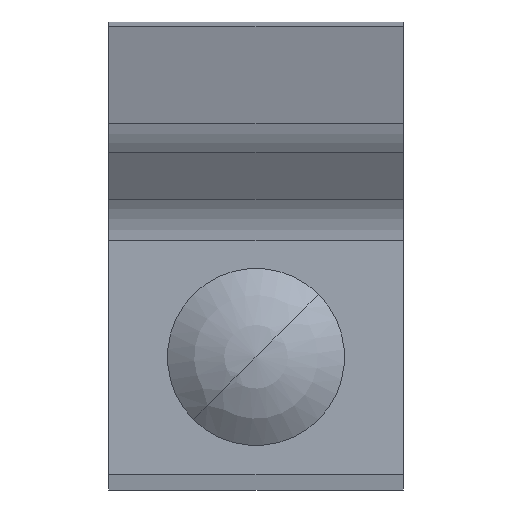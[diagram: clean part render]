
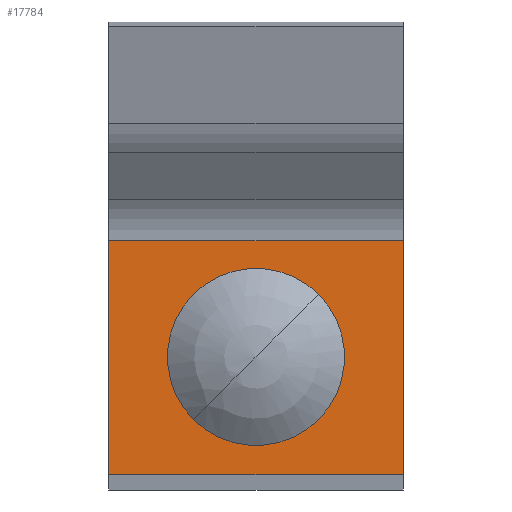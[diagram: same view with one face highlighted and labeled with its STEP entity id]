
A CAD part, top view. The second image highlights one B-rep face of the part: STEP entity #17784.
In plain terms, the highlighted planar face has unit normal (0, 0, 1).
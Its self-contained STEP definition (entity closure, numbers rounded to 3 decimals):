
#17468=DIRECTION('',(0.,-1.,0.));
#17469=VECTOR('',#17468,32.571);
#17470=CARTESIAN_POINT('',(62.261,86.155,23.5));
#17471=LINE('',#17470,#17469);
#17472=DIRECTION('',(0.,1.,0.));
#17473=VECTOR('',#17472,32.571);
#17474=CARTESIAN_POINT('',(21.261,53.584,23.5));
#17475=LINE('',#17474,#17473);
#17476=DIRECTION('',(1.,0.,0.));
#17477=VECTOR('',#17476,41.);
#17478=CARTESIAN_POINT('',(21.261,86.155,23.5));
#17479=LINE('',#17478,#17477);
#17480=CARTESIAN_POINT('',(41.761,68.955,23.5));
#17481=DIRECTION('',(0.,0.,-1.));
#17482=DIRECTION('',(-0.55,0.835,0.));
#17483=AXIS2_PLACEMENT_3D('',#17480,#17481,#17482);
#17485=DIRECTION('',(0.,1.,0.));
#17486=VECTOR('',#17485,16.703);
#17487=CARTESIAN_POINT('',(36.261,60.603,23.5));
#17488=LINE('',#17487,#17486);
#17489=CARTESIAN_POINT('',(41.761,68.955,23.5));
#17490=DIRECTION('',(0.,0.,-1.));
#17491=DIRECTION('',(0.55,-0.835,0.));
#17492=AXIS2_PLACEMENT_3D('',#17489,#17490,#17491);
#17494=DIRECTION('',(0.,-1.,0.));
#17495=VECTOR('',#17494,16.703);
#17496=CARTESIAN_POINT('',(47.261,77.306,23.5));
#17497=LINE('',#17496,#17495);
#17546=DIRECTION('',(1.,0.,0.));
#17547=VECTOR('',#17546,41.);
#17548=CARTESIAN_POINT('',(21.261,53.584,23.5));
#17549=LINE('',#17548,#17547);
#17670=CARTESIAN_POINT('',(21.261,86.155,23.5));
#17671=VERTEX_POINT('',#17670);
#17689=CARTESIAN_POINT('',(62.261,86.155,23.5));
#17691=VERTEX_POINT('',#17689);
#17700=CARTESIAN_POINT('',(36.261,60.603,23.5));
#17701=CARTESIAN_POINT('',(36.261,77.306,23.5));
#17702=VERTEX_POINT('',#17700);
#17703=VERTEX_POINT('',#17701);
#17704=CARTESIAN_POINT('',(47.261,60.603,23.5));
#17705=VERTEX_POINT('',#17704);
#17706=CARTESIAN_POINT('',(47.261,77.306,23.5));
#17707=VERTEX_POINT('',#17706);
#17720=CARTESIAN_POINT('',(21.261,53.584,23.5));
#17721=CARTESIAN_POINT('',(62.261,53.584,23.5));
#17722=VERTEX_POINT('',#17720);
#17723=VERTEX_POINT('',#17721);
#17760=CARTESIAN_POINT('',(16.761,57.555,23.5));
#17761=DIRECTION('',(0.,0.,1.));
#17762=DIRECTION('',(0.,-1.,0.));
#17763=AXIS2_PLACEMENT_3D('',#17760,#17761,#17762);
#17764=PLANE('',#17763);
#17766=ORIENTED_EDGE('',*,*,#17765,.T.);
#17768=ORIENTED_EDGE('',*,*,#17767,.F.);
#17769=ORIENTED_EDGE('',*,*,#17729,.T.);
#17771=ORIENTED_EDGE('',*,*,#17770,.T.);
#17772=EDGE_LOOP('',(#17766,#17768,#17769,#17771));
#17773=FACE_OUTER_BOUND('',#17772,.F.);
#17775=ORIENTED_EDGE('',*,*,#17774,.F.);
#17777=ORIENTED_EDGE('',*,*,#17776,.F.);
#17779=ORIENTED_EDGE('',*,*,#17778,.F.);
#17781=ORIENTED_EDGE('',*,*,#17780,.F.);
#17782=EDGE_LOOP('',(#17775,#17777,#17779,#17781));
#17783=FACE_BOUND('',#17782,.F.);
#17784=ADVANCED_FACE('',(#17773,#17783),#17764,.T.);
#17484=CIRCLE('',#17483,10.);
#17493=CIRCLE('',#17492,10.);
#17729=EDGE_CURVE('',#17722,#17671,#17475,.T.);
#17765=EDGE_CURVE('',#17691,#17723,#17471,.T.);
#17767=EDGE_CURVE('',#17722,#17723,#17549,.T.);
#17770=EDGE_CURVE('',#17671,#17691,#17479,.T.);
#17774=EDGE_CURVE('',#17703,#17707,#17484,.T.);
#17776=EDGE_CURVE('',#17702,#17703,#17488,.T.);
#17778=EDGE_CURVE('',#17705,#17702,#17493,.T.);
#17780=EDGE_CURVE('',#17707,#17705,#17497,.T.);
